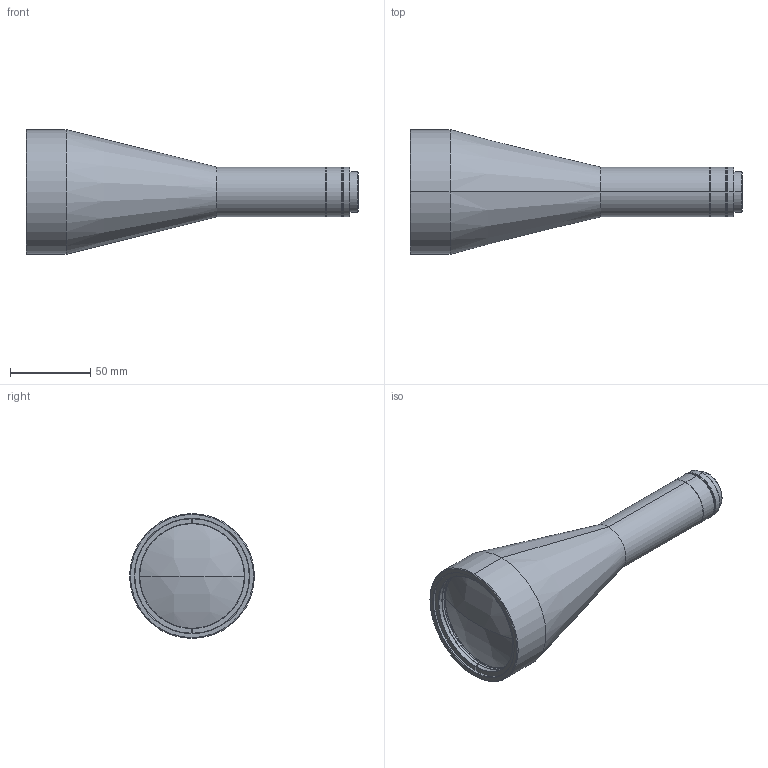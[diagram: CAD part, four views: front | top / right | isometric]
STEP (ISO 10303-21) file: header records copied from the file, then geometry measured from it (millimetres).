
FILE_DESCRIPTION (( 'STEP AP214' ), '1' );
FILE_NAME ('TTL11.5-60-160C.STEP', '2023-05-12T07:16:47', ( '' ), ( '' ), 'SwSTEP 2.0', 'SolidWorks 2022', '' );
FILE_SCHEMA (( 'AUTOMOTIVE_DESIGN' ));
Length unit declared in the file: millimetre
Products named in the file (1): TTL11.5-60-160C
Bounding box: 207.5 x 78 x 78 mm (x, y, z)
Volume: 188197.9 mm3; surface area: 77557.8 mm2
Topology: 15 solids, 15 shells, 216 faces, 466 edges, 288 vertices
Faces by surface type: cylinder 80, cone 70, plane 51, bspline 15
Entity records: 8839 total; most frequent: CARTESIAN_POINT 1410, DIRECTION 1122, ORIENTED_EDGE 932, AXIS2_PLACEMENT_3D 472, EDGE_CURVE 466, VERTEX_POINT 288, CIRCLE 270, EDGE_LOOP 250
